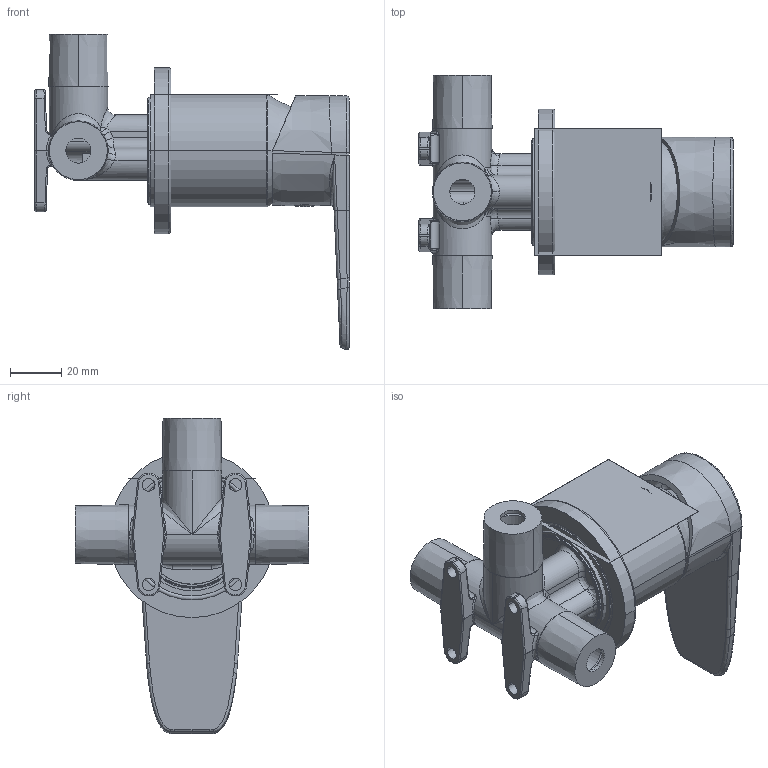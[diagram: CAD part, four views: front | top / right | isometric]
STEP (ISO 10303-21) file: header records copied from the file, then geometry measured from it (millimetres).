
FILE_DESCRIPTION((''),'2;1');
FILE_NAME('ET-6006061-XX-RSDZ','2025-05-20T',('g1000928'),(''),'PRO/ENGINEER BY PARAMETRIC TECHNOLOGY CORPORATION, 2013410','PRO/ENGINEER BY PARAMETRIC TECHNOLOGY CORPORATION, 2013410','');
FILE_SCHEMA(('CONFIG_CONTROL_DESIGN'));
Length unit declared in the file: millimetre
Products named in the file (19): CTYX0009; ATBA0242; CTCB1085; CTDZ0207; CTKB0198; CTCN0015; CTCP0454; CTHZ0743; CTCP0072; CTRR0224; CTQR0016; CTRR0074; CTST0117; CTCP0362; CTCP0720; CZLQ3534-02; CTWT0013; CPST0013; ET-6006061-XX-RSDZ
Assembly tree (20 placements, depth 2):
  ET-6006061-XX-RSDZ
    CTYX0009
    ATBA0242
    CTCB1085
    CTDZ0207
    CTKB0198
    CTCN0015
    CTCP0454
    CTHZ0743
    CTCP0072
    CTRR0224
    CTQR0016
    CTRR0074
    CTST0117
    CTCP0362  x3
    CTCP0720
    CZLQ3534-02
    CTWT0013
    CPST0013
Bounding box: 123.1 x 91.4 x 123.8 mm (x, y, z)
Volume: 141384.2 mm3; surface area: 122807.3 mm2
Topology: 20 solids, 20 shells, 900 faces, 2094 edges, 1243 vertices
Faces by surface type: cylinder 282, plane 222, bspline 191, torus 101, cone 83, sphere 21
Entity records: 40645 total; most frequent: CARTESIAN_POINT 21864, ORIENTED_EDGE 3912, DIRECTION 3778, EDGE_CURVE 1956, AXIS2_PLACEMENT_3D 1563, VERTEX_POINT 1171, EDGE_LOOP 937, FACE_OUTER_BOUND 858
